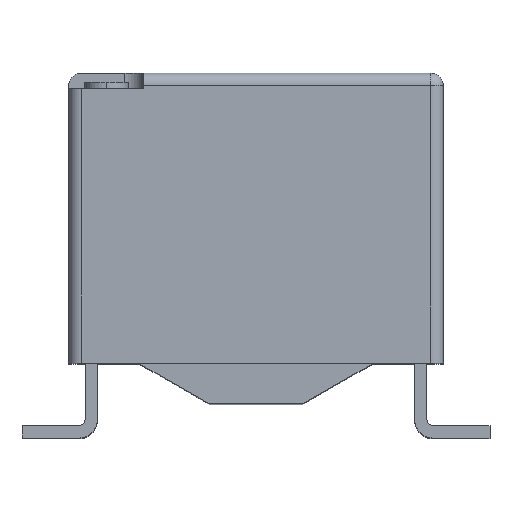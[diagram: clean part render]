
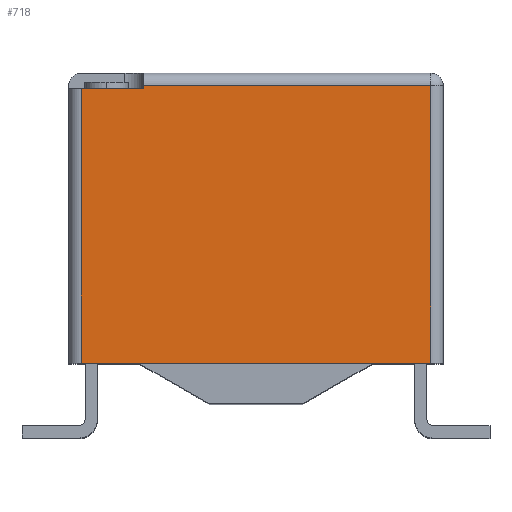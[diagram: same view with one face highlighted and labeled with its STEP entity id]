
A CAD part, top view. The second image highlights one B-rep face of the part: STEP entity #718.
In plain terms, the highlighted planar face has unit normal (0, 0, 1).
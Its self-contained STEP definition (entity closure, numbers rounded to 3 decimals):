
#23 = VERTEX_POINT ( 'NONE', #1847 ) ;
#26 = DIRECTION ( 'NONE',  ( 1., 0., 0. ) ) ;
#51 = CARTESIAN_POINT ( 'NONE',  ( -1.8, 5.6, 5. ) ) ;
#67 = VERTEX_POINT ( 'NONE', #2252 ) ;
#82 = VERTEX_POINT ( 'NONE', #1698 ) ;
#151 = LINE ( 'NONE', #2154, #2763 ) ;
#171 = LINE ( 'NONE', #2391, #2478 ) ;
#444 = DIRECTION ( 'NONE',  ( -1., 0., 0. ) ) ;
#501 = ORIENTED_EDGE ( 'NONE', *, *, #2335, .T. ) ;
#546 = VERTEX_POINT ( 'NONE', #2939 ) ;
#718 = ADVANCED_FACE ( 'NONE', ( #1560 ), #1215, .T. ) ;
#1013 = EDGE_LOOP ( 'NONE', ( #3316, #501, #2590, #3307, #2905, #2019 ) ) ;
#1019 = CARTESIAN_POINT ( 'NONE',  ( -3., 1.2, 5. ) ) ;
#1188 = EDGE_CURVE ( 'NONE', #546, #23, #2867, .T. ) ;
#1215 = PLANE ( 'NONE',  #1426 ) ;
#1426 = AXIS2_PLACEMENT_3D ( 'NONE', #1019, #1819, #2105 ) ;
#1468 = CARTESIAN_POINT ( 'NONE',  ( 2.8, 1.2, 5. ) ) ;
#1474 = DIRECTION ( 'NONE',  ( 0., 1., 0. ) ) ;
#1487 = DIRECTION ( 'NONE',  ( 0., 1., 0. ) ) ;
#1495 = DIRECTION ( 'NONE',  ( 0., -1., 0. ) ) ;
#1560 = FACE_OUTER_BOUND ( 'NONE', #1013, .T. ) ;
#1644 = EDGE_CURVE ( 'NONE', #3196, #23, #151, .T. ) ;
#1698 = CARTESIAN_POINT ( 'NONE',  ( 2.8, 1.2, 5. ) ) ;
#1727 = LINE ( 'NONE', #2494, #3225 ) ;
#1774 = LINE ( 'NONE', #1468, #1962 ) ;
#1819 = DIRECTION ( 'NONE',  ( 0., 0., 1. ) ) ;
#1844 = CARTESIAN_POINT ( 'NONE',  ( -1.8, 5.6, 5. ) ) ;
#1847 = CARTESIAN_POINT ( 'NONE',  ( -1.8, 5.65, 5. ) ) ;
#1913 = VECTOR ( 'NONE', #26, 1000. ) ;
#1962 = VECTOR ( 'NONE', #1487, 1000. ) ;
#2019 = ORIENTED_EDGE ( 'NONE', *, *, #1188, .F. ) ;
#2105 = DIRECTION ( 'NONE',  ( 1., 0., 0. ) ) ;
#2138 = EDGE_CURVE ( 'NONE', #67, #82, #1727, .T. ) ;
#2154 = CARTESIAN_POINT ( 'NONE',  ( -1.8, 5.65, 5. ) ) ;
#2228 = CARTESIAN_POINT ( 'NONE',  ( -2.8, 5.6, 5. ) ) ;
#2252 = CARTESIAN_POINT ( 'NONE',  ( -2.8, 1.2, 5. ) ) ;
#2297 = VECTOR ( 'NONE', #1474, 1000. ) ;
#2325 = CARTESIAN_POINT ( 'NONE',  ( 2.8, 5.65, 5. ) ) ;
#2335 = EDGE_CURVE ( 'NONE', #2846, #67, #171, .T. ) ;
#2391 = CARTESIAN_POINT ( 'NONE',  ( -2.8, 1.2, 5. ) ) ;
#2478 = VECTOR ( 'NONE', #1495, 1000. ) ;
#2494 = CARTESIAN_POINT ( 'NONE',  ( -3., 1.2, 5. ) ) ;
#2524 = EDGE_CURVE ( 'NONE', #82, #3196, #1774, .T. ) ;
#2590 = ORIENTED_EDGE ( 'NONE', *, *, #2138, .T. ) ;
#2761 = LINE ( 'NONE', #51, #1913 ) ;
#2763 = VECTOR ( 'NONE', #444, 1000. ) ;
#2828 = DIRECTION ( 'NONE',  ( 1., 0., 0. ) ) ;
#2846 = VERTEX_POINT ( 'NONE', #2228 ) ;
#2867 = LINE ( 'NONE', #1844, #2297 ) ;
#2905 = ORIENTED_EDGE ( 'NONE', *, *, #1644, .T. ) ;
#2939 = CARTESIAN_POINT ( 'NONE',  ( -1.8, 5.6, 5. ) ) ;
#3196 = VERTEX_POINT ( 'NONE', #2325 ) ;
#3225 = VECTOR ( 'NONE', #2828, 1000. ) ;
#3307 = ORIENTED_EDGE ( 'NONE', *, *, #2524, .T. ) ;
#3316 = ORIENTED_EDGE ( 'NONE', *, *, #3499, .F. ) ;
#3499 = EDGE_CURVE ( 'NONE', #2846, #546, #2761, .T. ) ;
